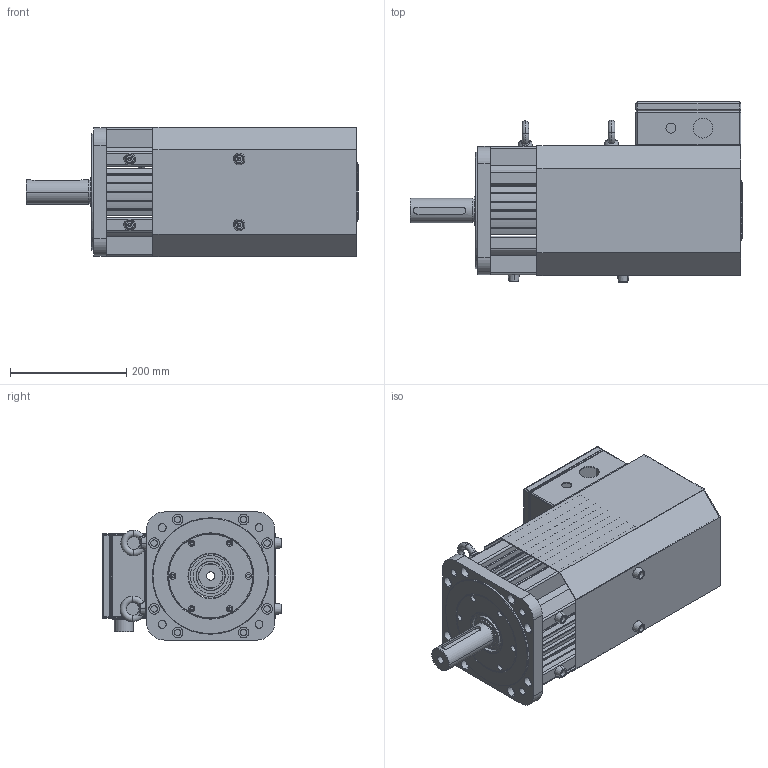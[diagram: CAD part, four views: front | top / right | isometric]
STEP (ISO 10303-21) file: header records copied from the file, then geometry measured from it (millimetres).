
FILE_DESCRIPTION (( 'STEP AP203' ), '1' );
FILE_NAME ('220-70015.STEP', '2022-02-25T09:14:22', ( '' ), ( '' ), 'SwSTEP 2.0', 'SolidWorks 2016', '' );
FILE_SCHEMA (( 'CONFIG_CONTROL_DESIGN' ));
Length unit declared in the file: millimetre
Products named in the file (1): 220-70015
Bounding box: 570 x 309 x 223 mm (x, y, z)
Surface area: 1273531.3 mm2 (no closed solid volume)
Topology: 0 solids, 43 shells, 652 faces, 2035 edges, 1367 vertices
Faces by surface type: cylinder 312, plane 195, torus 74, cone 28, bspline 27, sphere 16
Entity records: 26215 total; most frequent: CARTESIAN_POINT 8411, DIRECTION 3853, ORIENTED_EDGE 3200, EDGE_CURVE 2015, AXIS2_PLACEMENT_3D 1496, VERTEX_POINT 1367, CIRCLE 870, LINE 861
